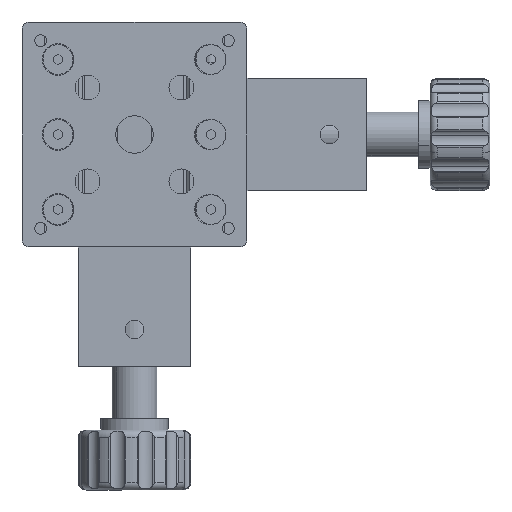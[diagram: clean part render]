
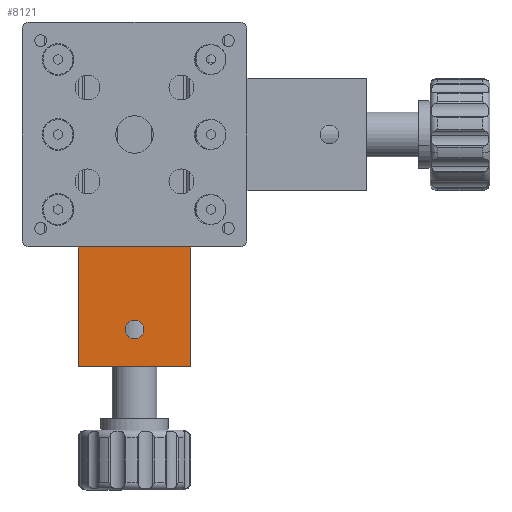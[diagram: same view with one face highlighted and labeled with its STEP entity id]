
A CAD part, front view. The second image highlights one B-rep face of the part: STEP entity #8121.
In plain terms, the highlighted planar face has unit normal (0, -1, 0).
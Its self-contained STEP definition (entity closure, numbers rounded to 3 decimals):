
#547 = VERTEX_POINT ( 'NONE', #3297 ) ;
#1493 = VERTEX_POINT ( 'NONE', #3574 ) ;
#1601 = EDGE_CURVE ( 'NONE', #13713, #1493, #2096, .T. ) ;
#1885 = DIRECTION ( 'NONE',  ( -1., 0., 0. ) ) ;
#2096 = LINE ( 'NONE', #26416, #30679 ) ;
#3037 = DIRECTION ( 'NONE',  ( 0., 1., 0. ) ) ;
#3297 = CARTESIAN_POINT ( 'NONE',  ( -7.5, 0.1, -31. ) ) ;
#3574 = CARTESIAN_POINT ( 'NONE',  ( 7.5, 0.1, -15. ) ) ;
#3777 = CARTESIAN_POINT ( 'NONE',  ( -7.5, 0.1, -31. ) ) ;
#4179 = DIRECTION ( 'NONE',  ( 0., 0., 1. ) ) ;
#4358 = VERTEX_POINT ( 'NONE', #29930 ) ;
#6559 = CARTESIAN_POINT ( 'NONE',  ( 0., 0.1, -26. ) ) ;
#7226 = CARTESIAN_POINT ( 'NONE',  ( 7.5, 0.1, -15. ) ) ;
#7503 = CARTESIAN_POINT ( 'NONE',  ( 1.25, 0.1, -26. ) ) ;
#7711 = DIRECTION ( 'NONE',  ( 1., 0., 0. ) ) ;
#7974 = EDGE_CURVE ( 'NONE', #1493, #4358, #12035, .T. ) ;
#8121 = ADVANCED_FACE ( 'NONE', ( #27205, #10428 ), #23003, .F. ) ;
#8161 = LINE ( 'NONE', #3777, #14135 ) ;
#10389 = VERTEX_POINT ( 'NONE', #7503 ) ;
#10428 = FACE_OUTER_BOUND ( 'NONE', #28294, .T. ) ;
#10458 = VERTEX_POINT ( 'NONE', #20373 ) ;
#10486 = EDGE_CURVE ( 'NONE', #547, #4358, #8161, .T. ) ;
#10773 = DIRECTION ( 'NONE',  ( -1., 0., 0. ) ) ;
#10972 = EDGE_CURVE ( 'NONE', #10458, #10389, #11590, .T. ) ;
#11590 = CIRCLE ( 'NONE', #22919, 1.25 ) ;
#12035 = LINE ( 'NONE', #7226, #21819 ) ;
#13713 = VERTEX_POINT ( 'NONE', #26900 ) ;
#13954 = LINE ( 'NONE', #28642, #20195 ) ;
#14135 = VECTOR ( 'NONE', #22792, 1000. ) ;
#14185 = ORIENTED_EDGE ( 'NONE', *, *, #7974, .T. ) ;
#14551 = AXIS2_PLACEMENT_3D ( 'NONE', #6559, #19098, #1885 ) ;
#15251 = CARTESIAN_POINT ( 'NONE',  ( 7.5, 0.1, -31. ) ) ;
#15702 = EDGE_LOOP ( 'NONE', ( #16150, #24687 ) ) ;
#16150 = ORIENTED_EDGE ( 'NONE', *, *, #10972, .F. ) ;
#17043 = ORIENTED_EDGE ( 'NONE', *, *, #25032, .F. ) ;
#19098 = DIRECTION ( 'NONE',  ( 0., -1., 0. ) ) ;
#19628 = DIRECTION ( 'NONE',  ( 0., -1., 0. ) ) ;
#20195 = VECTOR ( 'NONE', #10773, 1000. ) ;
#20373 = CARTESIAN_POINT ( 'NONE',  ( -1.25, 0.1, -26. ) ) ;
#21819 = VECTOR ( 'NONE', #31874, 1000. ) ;
#22397 = ORIENTED_EDGE ( 'NONE', *, *, #10486, .F. ) ;
#22792 = DIRECTION ( 'NONE',  ( 0., 0., 1. ) ) ;
#22893 = EDGE_CURVE ( 'NONE', #10389, #10458, #28457, .T. ) ;
#22919 = AXIS2_PLACEMENT_3D ( 'NONE', #26899, #19628, #30598 ) ;
#23003 = PLANE ( 'NONE',  #30586 ) ;
#24687 = ORIENTED_EDGE ( 'NONE', *, *, #22893, .F. ) ;
#25032 = EDGE_CURVE ( 'NONE', #13713, #547, #13954, .T. ) ;
#26416 = CARTESIAN_POINT ( 'NONE',  ( 7.5, 0.1, -31. ) ) ;
#26614 = ORIENTED_EDGE ( 'NONE', *, *, #1601, .T. ) ;
#26899 = CARTESIAN_POINT ( 'NONE',  ( 0., 0.1, -26. ) ) ;
#26900 = CARTESIAN_POINT ( 'NONE',  ( 7.5, 0.1, -31. ) ) ;
#27205 = FACE_BOUND ( 'NONE', #15702, .T. ) ;
#28294 = EDGE_LOOP ( 'NONE', ( #14185, #22397, #17043, #26614 ) ) ;
#28457 = CIRCLE ( 'NONE', #14551, 1.25 ) ;
#28642 = CARTESIAN_POINT ( 'NONE',  ( 7.5, 0.1, -31. ) ) ;
#29930 = CARTESIAN_POINT ( 'NONE',  ( -7.5, 0.1, -15. ) ) ;
#30586 = AXIS2_PLACEMENT_3D ( 'NONE', #15251, #3037, #7711 ) ;
#30598 = DIRECTION ( 'NONE',  ( -1., 0., 0. ) ) ;
#30679 = VECTOR ( 'NONE', #4179, 1000. ) ;
#31874 = DIRECTION ( 'NONE',  ( -1., 0., 0. ) ) ;
